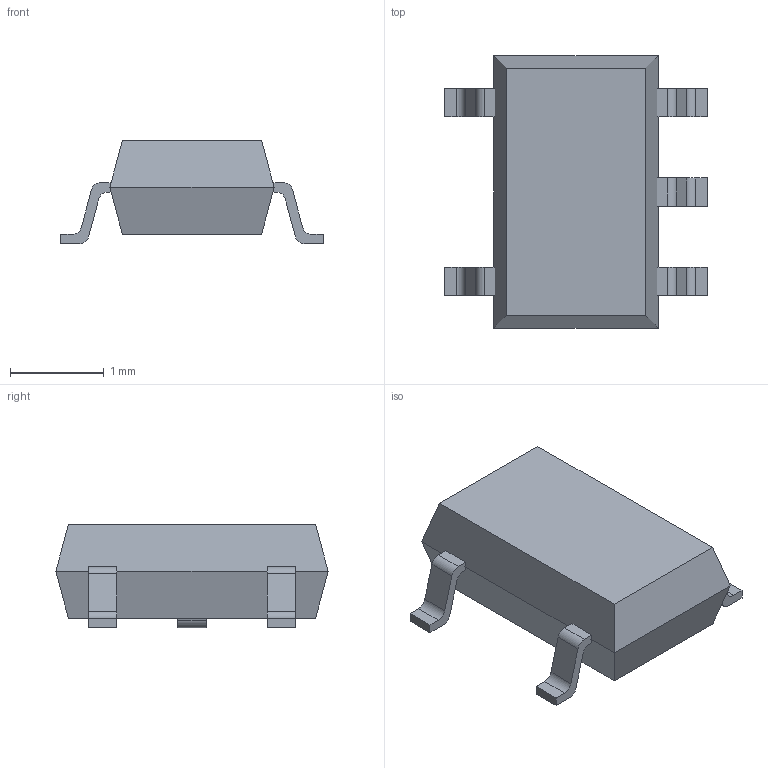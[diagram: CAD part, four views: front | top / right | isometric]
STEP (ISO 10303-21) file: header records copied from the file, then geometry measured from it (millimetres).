
FILE_DESCRIPTION(/* description */ (''),/* implementation_level */ '2;1');
FILE_NAME(/* name */ 'SOT-23-5.stp',/* time_stamp */ '2020-07-10T10:02:06+02:00',/* author */ ('sawaiz'),/* organization */ (''),/* preprocessor_version */ 'ST-DEVELOPER v18.1',/* originating_system */ 'Autodesk Inventor 2020',/* authorisation */ '');
FILE_SCHEMA (('AUTOMOTIVE_DESIGN { 1 0 10303 214 3 1 1 }'));
Length unit declared in the file: millimetre
Products named in the file (1): SOT23-5
Bounding box: 2.8 x 2.9 x 1.1 mm (x, y, z)
Volume: 4.6 mm3; surface area: 20.9 mm2
Topology: 6 solids, 6 shells, 85 faces, 215 edges, 142 vertices
Faces by surface type: plane 65, cylinder 20
Entity records: 2657 total; most frequent: CARTESIAN_POINT 443, ORIENTED_EDGE 430, DIRECTION 427, EDGE_CURVE 215, LINE 175, VECTOR 175, VERTEX_POINT 142, AXIS2_PLACEMENT_3D 126
